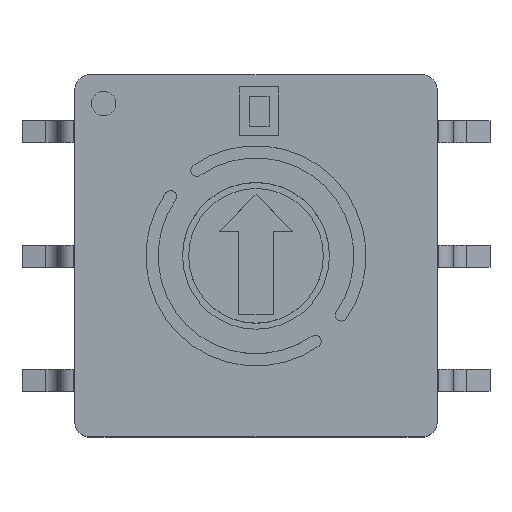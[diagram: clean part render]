
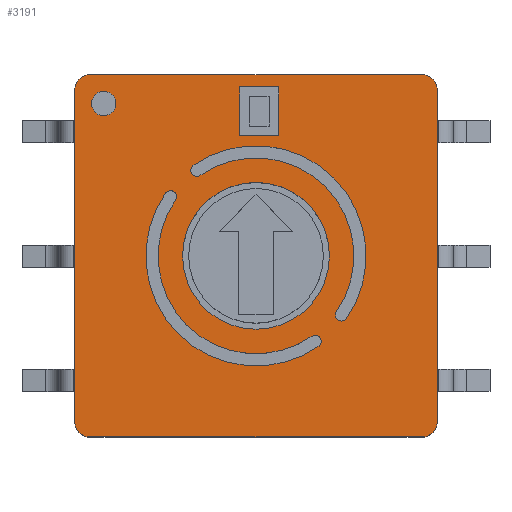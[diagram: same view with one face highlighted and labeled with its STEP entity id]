
A CAD part, top view. The second image highlights one B-rep face of the part: STEP entity #3191.
In plain terms, the highlighted planar face has unit normal (0, 0, 1).
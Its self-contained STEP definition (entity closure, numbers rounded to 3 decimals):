
#1983=CARTESIAN_POINT('',(1.5,0.,3.85));
#1984=VERTEX_POINT('',#1983);
#1993=CARTESIAN_POINT('',(-1.5,0.,3.85));
#1994=VERTEX_POINT('',#1993);
#1995=CARTESIAN_POINT('',(0.0,0.,3.85));
#1996=DIRECTION('',(0.0,0.0,-1.0));
#1997=DIRECTION('',(1.0,0.0,0.0));
#1998=AXIS2_PLACEMENT_3D('',#1995,#1996,#1997);
#1999=CIRCLE('',#1998,1.5);
#2000=EDGE_CURVE('',#1994,#1984,#1999,.T.);
#2025=CARTESIAN_POINT('',(-2.862,3.112,3.85));
#2026=VERTEX_POINT('',#2025);
#2035=CARTESIAN_POINT('',(-3.362,3.112,3.85));
#2036=VERTEX_POINT('',#2035);
#2037=CARTESIAN_POINT('',(-3.112,3.112,3.85));
#2038=DIRECTION('',(0.0,0.0,-1.0));
#2039=DIRECTION('',(1.0,0.0,0.0));
#2040=AXIS2_PLACEMENT_3D('',#2037,#2038,#2039);
#2041=CIRCLE('',#2040,0.25);
#2042=EDGE_CURVE('',#2036,#2026,#2041,.T.);
#2076=CARTESIAN_POINT('',(-3.112,3.112,3.85));
#2077=DIRECTION('',(0.0,0.0,-1.0));
#2078=DIRECTION('',(1.0,0.0,0.0));
#2079=AXIS2_PLACEMENT_3D('',#2076,#2077,#2078);
#2080=CIRCLE('',#2079,0.25);
#2081=EDGE_CURVE('',#2026,#2036,#2080,.T.);
#2893=CARTESIAN_POINT('',(0.467,2.452,3.85));
#2894=VERTEX_POINT('',#2893);
#2901=CARTESIAN_POINT('',(0.467,3.452,3.85));
#2902=VERTEX_POINT('',#2901);
#2903=CARTESIAN_POINT('',(0.467,3.452,3.85));
#2904=DIRECTION('',(0.0,-1.0,0.0));
#2905=VECTOR('',#2904,1.0);
#2906=LINE('',#2903,#2905);
#2907=EDGE_CURVE('',#2902,#2894,#2906,.T.);
#2932=CARTESIAN_POINT('',(-0.333,3.452,3.85));
#2933=VERTEX_POINT('',#2932);
#2934=CARTESIAN_POINT('',(-0.333,3.452,3.85));
#2935=DIRECTION('',(1.0,0.0,0.0));
#2936=VECTOR('',#2935,0.8);
#2937=LINE('',#2934,#2936);
#2938=EDGE_CURVE('',#2933,#2902,#2937,.T.);
#2963=CARTESIAN_POINT('',(-0.333,2.452,3.85));
#2964=VERTEX_POINT('',#2963);
#2965=CARTESIAN_POINT('',(-0.333,2.452,3.85));
#2966=DIRECTION('',(0.0,1.0,0.0));
#2967=VECTOR('',#2966,1.0);
#2968=LINE('',#2965,#2967);
#2969=EDGE_CURVE('',#2964,#2933,#2968,.T.);
#2992=CARTESIAN_POINT('',(0.467,2.452,3.85));
#2993=DIRECTION('',(-1.0,0.0,0.0));
#2994=VECTOR('',#2993,0.8);
#2995=LINE('',#2992,#2994);
#2996=EDGE_CURVE('',#2894,#2964,#2995,.T.);
#3020=CARTESIAN_POINT('',(0.,0.,3.85));
#3021=DIRECTION('',(0.0,0.0,1.0));
#3022=DIRECTION('',(1.0,0.0,0.0));
#3023=AXIS2_PLACEMENT_3D('',#3020,#3021,#3022);
#3024=PLANE('',#3023);
#3025=CARTESIAN_POINT('',(-3.7,3.4,3.85));
#3026=VERTEX_POINT('',#3025);
#3027=CARTESIAN_POINT('',(-3.4,3.7,3.85));
#3028=VERTEX_POINT('',#3027);
#3029=CARTESIAN_POINT('',(-3.4,3.4,3.85));
#3030=DIRECTION('',(0.0,0.0,-1.));
#3031=DIRECTION('',(-0.707,0.707,0.0));
#3032=AXIS2_PLACEMENT_3D('',#3029,#3030,#3031);
#3033=CIRCLE('',#3032,0.3);
#3034=EDGE_CURVE('',#3026,#3028,#3033,.T.);
#3035=ORIENTED_EDGE('',*,*,#3034,.F.);
#3036=CARTESIAN_POINT('',(-3.7,-3.4,3.85));
#3037=VERTEX_POINT('',#3036);
#3038=CARTESIAN_POINT('',(-3.7,-3.4,3.85));
#3039=DIRECTION('',(0.0,1.0,0.0));
#3040=VECTOR('',#3039,6.8);
#3041=LINE('',#3038,#3040);
#3042=EDGE_CURVE('',#3037,#3026,#3041,.T.);
#3043=ORIENTED_EDGE('',*,*,#3042,.F.);
#3044=CARTESIAN_POINT('',(-3.4,-3.7,3.85));
#3045=VERTEX_POINT('',#3044);
#3046=CARTESIAN_POINT('',(-3.4,-3.4,3.85));
#3047=DIRECTION('',(0.0,0.0,-1.));
#3048=DIRECTION('',(-0.707,-0.707,0.0));
#3049=AXIS2_PLACEMENT_3D('',#3046,#3047,#3048);
#3050=CIRCLE('',#3049,0.3);
#3051=EDGE_CURVE('',#3045,#3037,#3050,.T.);
#3052=ORIENTED_EDGE('',*,*,#3051,.F.);
#3053=CARTESIAN_POINT('',(3.4,-3.7,3.85));
#3054=VERTEX_POINT('',#3053);
#3055=CARTESIAN_POINT('',(3.4,-3.7,3.85));
#3056=DIRECTION('',(-1.0,0.0,0.0));
#3057=VECTOR('',#3056,6.8);
#3058=LINE('',#3055,#3057);
#3059=EDGE_CURVE('',#3054,#3045,#3058,.T.);
#3060=ORIENTED_EDGE('',*,*,#3059,.F.);
#3061=CARTESIAN_POINT('',(3.7,-3.4,3.85));
#3062=VERTEX_POINT('',#3061);
#3063=CARTESIAN_POINT('',(3.4,-3.4,3.85));
#3064=DIRECTION('',(0.0,0.0,-1.));
#3065=DIRECTION('',(0.707,-0.707,0.0));
#3066=AXIS2_PLACEMENT_3D('',#3063,#3064,#3065);
#3067=CIRCLE('',#3066,0.3);
#3068=EDGE_CURVE('',#3062,#3054,#3067,.T.);
#3069=ORIENTED_EDGE('',*,*,#3068,.F.);
#3070=CARTESIAN_POINT('',(3.7,3.4,3.85));
#3071=VERTEX_POINT('',#3070);
#3072=CARTESIAN_POINT('',(3.7,3.4,3.85));
#3073=DIRECTION('',(0.0,-1.0,0.0));
#3074=VECTOR('',#3073,6.8);
#3075=LINE('',#3072,#3074);
#3076=EDGE_CURVE('',#3071,#3062,#3075,.T.);
#3077=ORIENTED_EDGE('',*,*,#3076,.F.);
#3078=CARTESIAN_POINT('',(3.4,3.7,3.85));
#3079=VERTEX_POINT('',#3078);
#3080=CARTESIAN_POINT('',(3.4,3.4,3.85));
#3081=DIRECTION('',(0.0,0.0,-1.));
#3082=DIRECTION('',(0.707,0.707,0.0));
#3083=AXIS2_PLACEMENT_3D('',#3080,#3081,#3082);
#3084=CIRCLE('',#3083,0.3);
#3085=EDGE_CURVE('',#3079,#3071,#3084,.T.);
#3086=ORIENTED_EDGE('',*,*,#3085,.F.);
#3087=CARTESIAN_POINT('',(-3.4,3.7,3.85));
#3088=DIRECTION('',(1.0,0.0,0.0));
#3089=VECTOR('',#3088,6.8);
#3090=LINE('',#3087,#3089);
#3091=EDGE_CURVE('',#3028,#3079,#3090,.T.);
#3092=ORIENTED_EDGE('',*,*,#3091,.F.);
#3093=EDGE_LOOP('',(#3035,#3043,#3052,#3060,#3069,#3077,#3086,#3092));
#3094=FACE_OUTER_BOUND('',#3093,.T.);
#3095=ORIENTED_EDGE('',*,*,#2081,.T.);
#3096=ORIENTED_EDGE('',*,*,#2042,.T.);
#3097=EDGE_LOOP('',(#3095,#3096));
#3098=FACE_BOUND('',#3097,.T.);
#3099=CARTESIAN_POINT('',(0.0,0.,3.85));
#3100=DIRECTION('',(0.0,0.0,-1.0));
#3101=DIRECTION('',(1.0,0.0,0.0));
#3102=AXIS2_PLACEMENT_3D('',#3099,#3100,#3101);
#3103=CIRCLE('',#3102,1.5);
#3104=EDGE_CURVE('',#1984,#1994,#3103,.T.);
#3105=ORIENTED_EDGE('',*,*,#3104,.T.);
#3106=ORIENTED_EDGE('',*,*,#2000,.T.);
#3107=EDGE_LOOP('',(#3105,#3106));
#3108=FACE_BOUND('',#3107,.T.);
#3109=CARTESIAN_POINT('',(-1.845,1.287,3.85));
#3110=VERTEX_POINT('',#3109);
#3111=CARTESIAN_POINT('',(-1.64,1.145,3.85));
#3112=VERTEX_POINT('',#3111);
#3113=CARTESIAN_POINT('',(-1.749,1.207,3.85));
#3114=DIRECTION('',(0.,0.,-1.0));
#3115=DIRECTION('',(0.568,0.823,0.));
#3116=AXIS2_PLACEMENT_3D('',#3113,#3114,#3115);
#3117=CIRCLE('',#3116,0.126);
#3118=EDGE_CURVE('',#3110,#3112,#3117,.T.);
#3119=ORIENTED_EDGE('',*,*,#3118,.T.);
#3120=CARTESIAN_POINT('',(1.145,-1.64,3.85));
#3121=VERTEX_POINT('',#3120);
#3122=CARTESIAN_POINT('',(0.,0.,3.85));
#3123=DIRECTION('',(0.,0.,1.0));
#3124=DIRECTION('',(-0.707,-0.707,0.));
#3125=AXIS2_PLACEMENT_3D('',#3122,#3123,#3124);
#3126=CIRCLE('',#3125,2.0);
#3127=EDGE_CURVE('',#3112,#3121,#3126,.T.);
#3128=ORIENTED_EDGE('',*,*,#3127,.T.);
#3129=CARTESIAN_POINT('',(1.287,-1.845,3.85));
#3130=VERTEX_POINT('',#3129);
#3131=CARTESIAN_POINT('',(1.207,-1.749,3.85));
#3132=DIRECTION('',(0.,0.,-1.));
#3133=DIRECTION('',(0.823,0.568,0.));
#3134=AXIS2_PLACEMENT_3D('',#3131,#3132,#3133);
#3135=CIRCLE('',#3134,0.126);
#3136=EDGE_CURVE('',#3121,#3130,#3135,.T.);
#3137=ORIENTED_EDGE('',*,*,#3136,.T.);
#3138=CARTESIAN_POINT('',(0.,0.,3.85));
#3139=DIRECTION('',(0.,0.,-1.));
#3140=DIRECTION('',(-0.707,-0.707,0.));
#3141=AXIS2_PLACEMENT_3D('',#3138,#3139,#3140);
#3142=CIRCLE('',#3141,2.25);
#3143=EDGE_CURVE('',#3130,#3110,#3142,.T.);
#3144=ORIENTED_EDGE('',*,*,#3143,.T.);
#3145=EDGE_LOOP('',(#3119,#3128,#3137,#3144));
#3146=FACE_BOUND('',#3145,.T.);
#3147=CARTESIAN_POINT('',(1.845,-1.287,3.85));
#3148=VERTEX_POINT('',#3147);
#3149=CARTESIAN_POINT('',(1.64,-1.145,3.85));
#3150=VERTEX_POINT('',#3149);
#3151=CARTESIAN_POINT('',(1.749,-1.207,3.85));
#3152=DIRECTION('',(0.,0.,-1.0));
#3153=DIRECTION('',(-0.568,-0.823,0.));
#3154=AXIS2_PLACEMENT_3D('',#3151,#3152,#3153);
#3155=CIRCLE('',#3154,0.126);
#3156=EDGE_CURVE('',#3148,#3150,#3155,.T.);
#3157=ORIENTED_EDGE('',*,*,#3156,.T.);
#3158=CARTESIAN_POINT('',(-1.145,1.64,3.85));
#3159=VERTEX_POINT('',#3158);
#3160=CARTESIAN_POINT('',(0.,0.,3.85));
#3161=DIRECTION('',(0.,0.,1.0));
#3162=DIRECTION('',(0.707,0.707,0.));
#3163=AXIS2_PLACEMENT_3D('',#3160,#3161,#3162);
#3164=CIRCLE('',#3163,2.0);
#3165=EDGE_CURVE('',#3150,#3159,#3164,.T.);
#3166=ORIENTED_EDGE('',*,*,#3165,.T.);
#3167=CARTESIAN_POINT('',(-1.287,1.845,3.85));
#3168=VERTEX_POINT('',#3167);
#3169=CARTESIAN_POINT('',(-1.207,1.749,3.85));
#3170=DIRECTION('',(0.,0.,-1.));
#3171=DIRECTION('',(-0.823,-0.568,0.));
#3172=AXIS2_PLACEMENT_3D('',#3169,#3170,#3171);
#3173=CIRCLE('',#3172,0.126);
#3174=EDGE_CURVE('',#3159,#3168,#3173,.T.);
#3175=ORIENTED_EDGE('',*,*,#3174,.T.);
#3176=CARTESIAN_POINT('',(0.,0.,3.85));
#3177=DIRECTION('',(0.,0.,-1.));
#3178=DIRECTION('',(0.707,0.707,0.));
#3179=AXIS2_PLACEMENT_3D('',#3176,#3177,#3178);
#3180=CIRCLE('',#3179,2.25);
#3181=EDGE_CURVE('',#3168,#3148,#3180,.T.);
#3182=ORIENTED_EDGE('',*,*,#3181,.T.);
#3183=EDGE_LOOP('',(#3157,#3166,#3175,#3182));
#3184=FACE_BOUND('',#3183,.T.);
#3185=ORIENTED_EDGE('',*,*,#2907,.T.);
#3186=ORIENTED_EDGE('',*,*,#2996,.T.);
#3187=ORIENTED_EDGE('',*,*,#2969,.T.);
#3188=ORIENTED_EDGE('',*,*,#2938,.T.);
#3189=EDGE_LOOP('',(#3185,#3186,#3187,#3188));
#3190=FACE_BOUND('',#3189,.T.);
#3191=ADVANCED_FACE('',(#3094,#3098,#3108,#3146,#3184,#3190),#3024,.T.);
